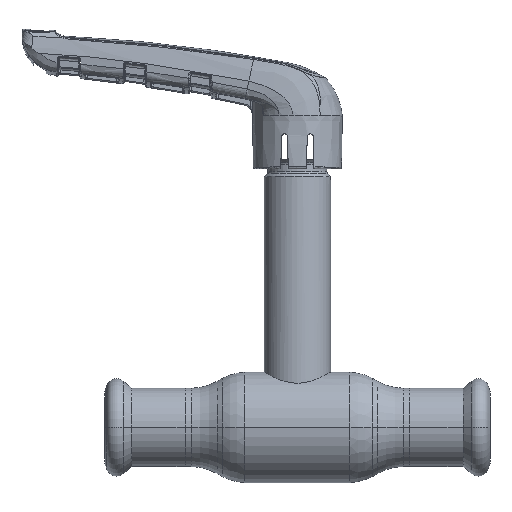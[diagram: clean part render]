
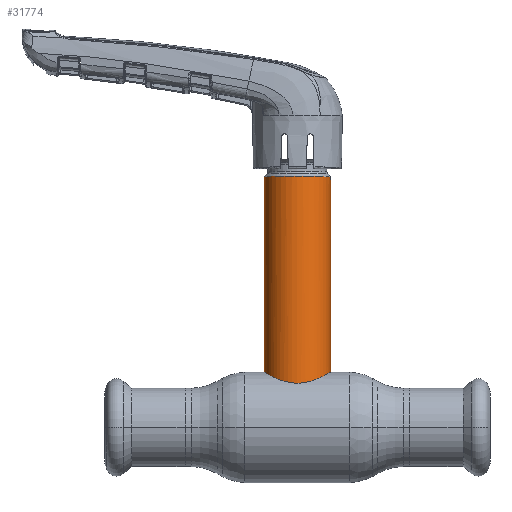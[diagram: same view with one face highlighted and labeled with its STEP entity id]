
A CAD part, top view. The second image highlights one B-rep face of the part: STEP entity #31774.
In plain terms, the highlighted cylindrical face has radius 9 mm (diameter 18 mm), a partial arc.
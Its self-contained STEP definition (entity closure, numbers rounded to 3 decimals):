
#524 = ORIENTED_EDGE ( 'NONE', *, *, #40636, .F. ) ;
#1551 = VERTEX_POINT ( 'NONE', #58233 ) ;
#1816 = VECTOR ( 'NONE', #71522, 1000. ) ;
#2044 = CARTESIAN_POINT ( 'NONE',  ( -5.259, 13.1, 7.309 ) ) ;
#2189 = DIRECTION ( 'NONE',  ( -1., 0., 0. ) ) ;
#2268 = CARTESIAN_POINT ( 'NONE',  ( 8.406, 14.651, 3.229 ) ) ;
#2505 = CARTESIAN_POINT ( 'NONE',  ( 4.539, 12.827, 7.777 ) ) ;
#3570 = LINE ( 'NONE', #16443, #1816 ) ;
#7150 = CARTESIAN_POINT ( 'NONE',  ( -6.758, 13.768, 5.971 ) ) ;
#7608 = CARTESIAN_POINT ( 'NONE',  ( 3.763, 12.574, 8.181 ) ) ;
#7864 = CARTESIAN_POINT ( 'NONE',  ( -7.781, 14.299, 4.56 ) ) ;
#8189 = LINE ( 'NONE', #21286, #65265 ) ;
#10711 = CARTESIAN_POINT ( 'NONE',  ( -9., 15., 0. ) ) ;
#11016 = ORIENTED_EDGE ( 'NONE', *, *, #22087, .T. ) ;
#11604 = VERTEX_POINT ( 'NONE', #42765 ) ;
#12732 = CARTESIAN_POINT ( 'NONE',  ( -2.963, 12.35, 8.518 ) ) ;
#12982 = CARTESIAN_POINT ( 'NONE',  ( 2.086, 12.176, 8.76 ) ) ;
#13140 = DIRECTION ( 'NONE',  ( 0., -1., 0. ) ) ;
#13468 = CARTESIAN_POINT ( 'NONE',  ( -0.613, 12.012, 8.984 ) ) ;
#13698 = CARTESIAN_POINT ( 'NONE',  ( -9., 15., 0.611 ) ) ;
#14870 = CARTESIAN_POINT ( 'NONE',  ( 0., 0., 0. ) ) ;
#16443 = CARTESIAN_POINT ( 'NONE',  ( -9., 0., 0. ) ) ;
#18088 = CIRCLE ( 'NONE', #53281, 9. ) ;
#18304 = CARTESIAN_POINT ( 'NONE',  ( 0.606, 12., 9. ) ) ;
#18551 = CARTESIAN_POINT ( 'NONE',  ( 6.56, 13.675, 6.169 ) ) ;
#18784 = CARTESIAN_POINT ( 'NONE',  ( -4.037, 12.65, 8.065 ) ) ;
#19034 = CARTESIAN_POINT ( 'NONE',  ( -8.7, 14.821, 2.382 ) ) ;
#19732 = CARTESIAN_POINT ( 'NONE',  ( 9., 15., 0.305 ) ) ;
#19814 = AXIS2_PLACEMENT_3D ( 'NONE', #14870, #64411, #53284 ) ;
#21089 = EDGE_CURVE ( 'NONE', #11604, #59672, #3570, .T. ) ;
#21286 = CARTESIAN_POINT ( 'NONE',  ( 9., 0., 0. ) ) ;
#22087 = EDGE_CURVE ( 'NONE', #40972, #11604, #18088, .T. ) ;
#23857 = CARTESIAN_POINT ( 'NONE',  ( 3.223, 12.423, 8.408 ) ) ;
#24259 = CARTESIAN_POINT ( 'NONE',  ( 0., 68.119, 0. ) ) ;
#24338 = CARTESIAN_POINT ( 'NONE',  ( 2.947, 12.353, 8.509 ) ) ;
#24806 = CARTESIAN_POINT ( 'NONE',  ( -1.509, 12.091, 8.878 ) ) ;
#25314 = CARTESIAN_POINT ( 'NONE',  ( 9., 68.119, 0. ) ) ;
#29390 = CARTESIAN_POINT ( 'NONE',  ( 4.789, 12.918, 7.626 ) ) ;
#29872 = CARTESIAN_POINT ( 'NONE',  ( -5.492, 13.196, 7.136 ) ) ;
#30099 = CARTESIAN_POINT ( 'NONE',  ( -8.938, 14.963, 1.209 ) ) ;
#30338 = CARTESIAN_POINT ( 'NONE',  ( -4.543, 12.824, 7.791 ) ) ;
#30572 = CARTESIAN_POINT ( 'NONE',  ( 9., 15., 0. ) ) ;
#31281 = CARTESIAN_POINT ( 'NONE',  ( 8.759, 14.857, 2.09 ) ) ;
#31716 = EDGE_CURVE ( 'NONE', #59672, #1551, #33769, .T. ) ;
#31774 = ADVANCED_FACE ( 'NONE', ( #54373 ), #70728, .T. ) ;
#33769 = B_SPLINE_CURVE_WITH_KNOTS ( 'NONE', 3,
 ( #40717, #13698, #30099, #19034, #62997, #68765, #7864, #46774, #7150, #40958, #57891, #29872, #2044, #30338, #18784, #12732, #40467, #24806, #57421, #13468, #40222, #18304, #52112, #12982, #56902, #24338, #23857, #7608, #62511, #2505, #29390, #68044, #41195, #18551, #57169, #46295, #57659, #68530, #35417, #2268, #63249, #52578, #31281, #41679, #47715, #41432, #19732, #30572 ),
 .UNSPECIFIED., .F., .F.,
 ( 4, 2, 2, 2, 2, 2, 2, 2, 2, 2, 2, 2, 2, 2, 2, 2, 2, 2, 2, 2, 2, 2, 2, 4 ),
 ( 0., 0.002, 0.004, 0.005, 0.007, 0.008, 0.009, 0.011, 0.013, 0.014, 0.014, 0.016, 0.017, 0.018, 0.019, 0.02, 0.022, 0.023, 0.023, 0.025, 0.026, 0.027, 0.028, 0.029 ),
 .UNSPECIFIED. ) ;
#35417 = CARTESIAN_POINT ( 'NONE',  ( 8.059, 14.454, 4.05 ) ) ;
#37405 = DIRECTION ( 'NONE',  ( 0., -1., 0. ) ) ;
#40222 = CARTESIAN_POINT ( 'NONE',  ( -0.308, 12., 9. ) ) ;
#40467 = CARTESIAN_POINT ( 'NONE',  ( -2.387, 12.221, 8.698 ) ) ;
#40636 = EDGE_CURVE ( 'NONE', #40972, #1551, #8189, .T. ) ;
#40717 = CARTESIAN_POINT ( 'NONE',  ( -9., 15., 0. ) ) ;
#40958 = CARTESIAN_POINT ( 'NONE',  ( -6.15, 13.483, 6.577 ) ) ;
#40972 = VERTEX_POINT ( 'NONE', #25314 ) ;
#41195 = CARTESIAN_POINT ( 'NONE',  ( 5.948, 13.389, 6.778 ) ) ;
#41432 = CARTESIAN_POINT ( 'NONE',  ( 8.984, 14.991, 0.611 ) ) ;
#41679 = CARTESIAN_POINT ( 'NONE',  ( 8.878, 14.927, 1.506 ) ) ;
#42765 = CARTESIAN_POINT ( 'NONE',  ( -9., 68.119, 0. ) ) ;
#46295 = CARTESIAN_POINT ( 'NONE',  ( 7.124, 13.954, 5.508 ) ) ;
#46774 = CARTESIAN_POINT ( 'NONE',  ( -7.126, 13.954, 5.528 ) ) ;
#47715 = CARTESIAN_POINT ( 'NONE',  ( 8.923, 14.954, 1.21 ) ) ;
#48385 = EDGE_LOOP ( 'NONE', ( #524, #11016, #51844, #63871 ) ) ;
#51844 = ORIENTED_EDGE ( 'NONE', *, *, #21089, .T. ) ;
#52112 = CARTESIAN_POINT ( 'NONE',  ( 1.205, 12.046, 8.939 ) ) ;
#52578 = CARTESIAN_POINT ( 'NONE',  ( 8.685, 14.813, 2.378 ) ) ;
#53281 = AXIS2_PLACEMENT_3D ( 'NONE', #24259, #13140, #2189 ) ;
#53284 = DIRECTION ( 'NONE',  ( -1., 0., 0. ) ) ;
#54373 = FACE_OUTER_BOUND ( 'NONE', #48385, .T. ) ;
#56902 = CARTESIAN_POINT ( 'NONE',  ( 2.378, 12.23, 8.685 ) ) ;
#57169 = CARTESIAN_POINT ( 'NONE',  ( 6.756, 13.77, 5.953 ) ) ;
#57421 = CARTESIAN_POINT ( 'NONE',  ( -1.213, 12.057, 8.923 ) ) ;
#57659 = CARTESIAN_POINT ( 'NONE',  ( 7.296, 14.043, 5.277 ) ) ;
#57891 = CARTESIAN_POINT ( 'NONE',  ( -5.937, 13.387, 6.77 ) ) ;
#58233 = CARTESIAN_POINT ( 'NONE',  ( 9., 15., 0. ) ) ;
#59672 = VERTEX_POINT ( 'NONE', #10711 ) ;
#62511 = CARTESIAN_POINT ( 'NONE',  ( 4.026, 12.655, 8.055 ) ) ;
#62997 = CARTESIAN_POINT ( 'NONE',  ( -8.519, 14.715, 2.961 ) ) ;
#63249 = CARTESIAN_POINT ( 'NONE',  ( 8.509, 14.711, 2.947 ) ) ;
#63871 = ORIENTED_EDGE ( 'NONE', *, *, #31716, .T. ) ;
#64411 = DIRECTION ( 'NONE',  ( 0., -1., 0. ) ) ;
#65265 = VECTOR ( 'NONE', #37405, 1000. ) ;
#68044 = CARTESIAN_POINT ( 'NONE',  ( 5.507, 13.196, 7.142 ) ) ;
#68530 = CARTESIAN_POINT ( 'NONE',  ( 7.781, 14.299, 4.56 ) ) ;
#68765 = CARTESIAN_POINT ( 'NONE',  ( -8.06, 14.454, 4.048 ) ) ;
#70728 = CYLINDRICAL_SURFACE ( 'NONE', #19814, 9. ) ;
#71522 = DIRECTION ( 'NONE',  ( 0., -1., 0. ) ) ;
